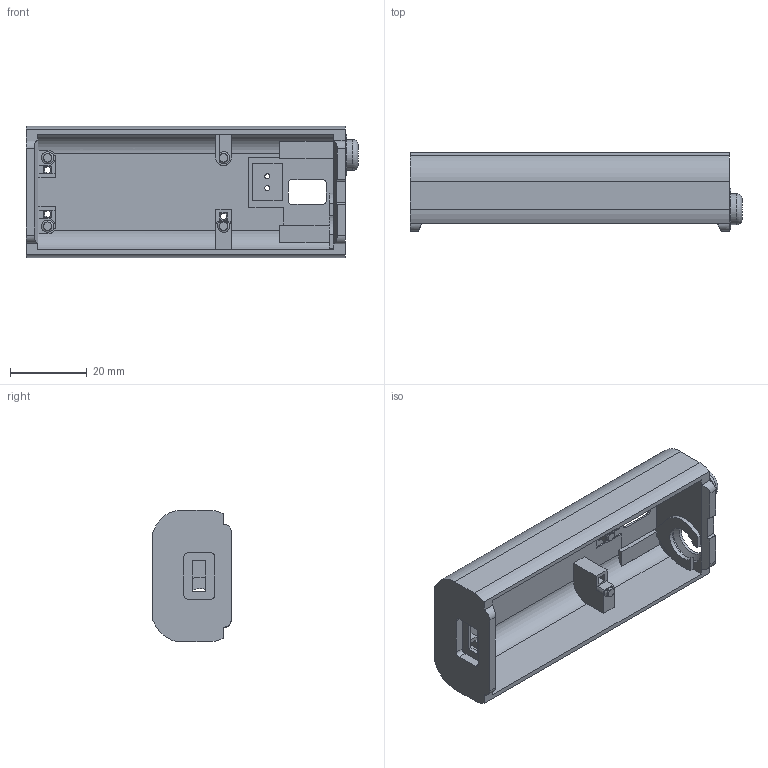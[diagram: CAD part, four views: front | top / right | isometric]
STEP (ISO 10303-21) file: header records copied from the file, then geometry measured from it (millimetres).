
FILE_DESCRIPTION(/* description */ (''),/* implementation_level */ '2;1');
FILE_NAME(/* name */ 'Main Housing Base (ELEVATED distance sensor mounting.step',/* time_stamp */ '2019-08-21T23:42:10+02:00',/* author */ (''),/* organization */ (''),/* preprocessor_version */ 'ST-DEVELOPER v18',/* originating_system */ 'Autodesk Translation Framework v8.6.0.1094',/* authorisation */ '');
FILE_SCHEMA (('AUTOMOTIVE_DESIGN { 1 0 10303 214 3 1 1 }'));
Length unit declared in the file: millimetre
Products named in the file (1): Main Housing ELEVATED
Bounding box: 86.3 x 20.4 x 34.2 mm (x, y, z)
Volume: 13594 mm3; surface area: 13923.5 mm2
Topology: 1 solids, 1 shells, 996 faces, 2871 edges, 1902 vertices
Faces by surface type: bspline 693, plane 247, cylinder 41, cone 10, torus 5
Full cylindrical faces by diameter (mm): 2 x2, 2.2 x4, 8 x1, 9 x1, 10.6 x1, 12 x1
Entity records: 38780 total; most frequent: CARTESIAN_POINT 17505, ORIENTED_EDGE 5734, EDGE_CURVE 2867, DIRECTION 2219, VERTEX_POINT 1902, LINE 1307, VECTOR 1307, B_SPLINE_CURVE_WITH_KNOTS 1282
